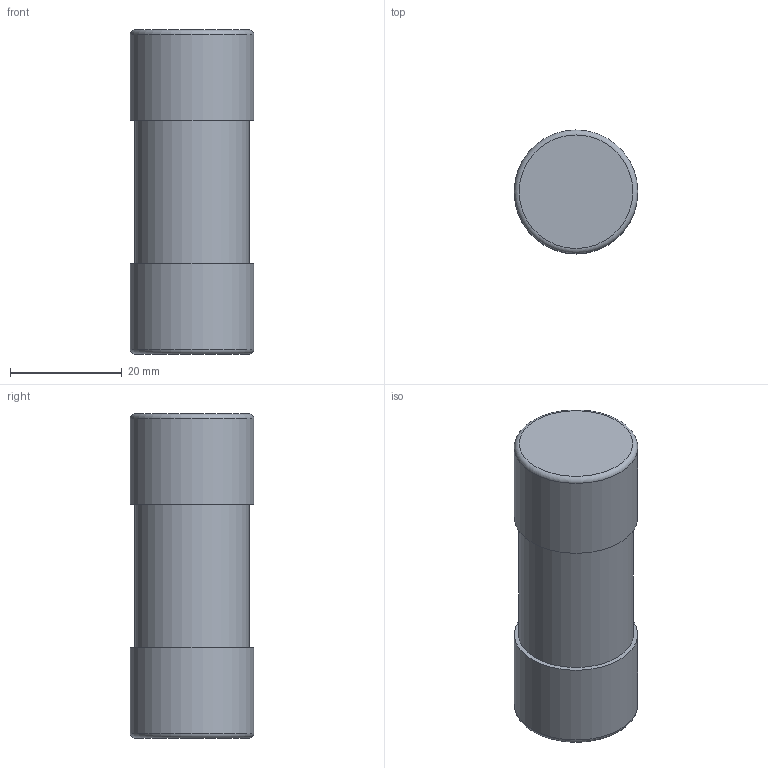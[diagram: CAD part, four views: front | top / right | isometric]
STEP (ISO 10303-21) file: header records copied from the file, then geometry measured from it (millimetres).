
FILE_DESCRIPTION(/* description */ (''),/* implementation_level */ '2;1');
FILE_NAME(/* name */ '22×58熔芯.stp',/* time_stamp */ '2023-12-21T14:47:28+08:00',/* author */ (''),/* organization */ (''),/* preprocessor_version */ 'ST-DEVELOPER v16',/* originating_system */ 'SIEMENS PLM Software NX 10.0',/* authorisation */ '');
FILE_SCHEMA (('CONFIG_CONTROL_DESIGN'));
Length unit declared in the file: millimetre
Products named in the file (1): 2258熔管
Bounding box: 22.1 x 22.1 x 58 mm (x, y, z)
Volume: 20854.4 mm3; surface area: 4718.1 mm2
Topology: 1 solids, 1 shells, 9 faces, 15 edges, 10 vertices
Faces by surface type: plane 4, cylinder 3, torus 2
Full cylindrical faces by diameter (mm): 20.5 x1, 22.1 x2
Entity records: 258 total; most frequent: DIRECTION 36, CARTESIAN_POINT 26, AXIS2_PLACEMENT_3D 18, EDGE_LOOP 16, ORIENTED_EDGE 16, FACE_BOUND 14, ADVANCED_FACE 9, VERTEX_POINT 8
